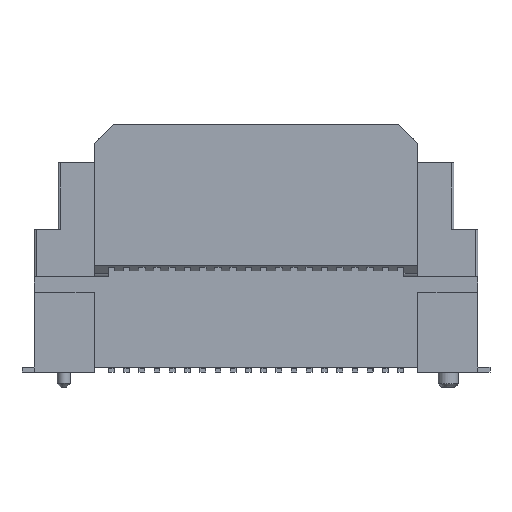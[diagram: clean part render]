
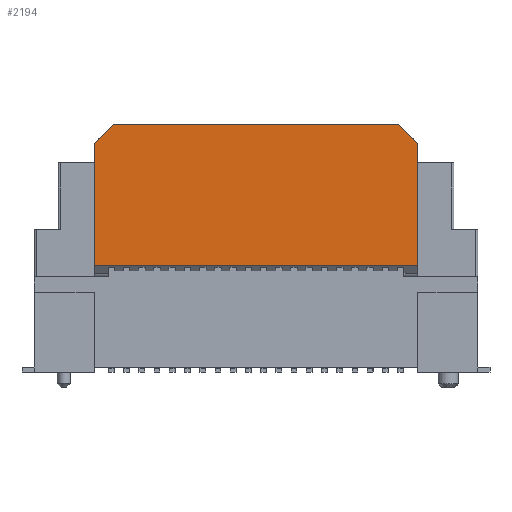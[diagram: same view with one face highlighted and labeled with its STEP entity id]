
A CAD part, front view. The second image highlights one B-rep face of the part: STEP entity #2194.
In plain terms, the highlighted planar face has unit normal (0, -1, 0).
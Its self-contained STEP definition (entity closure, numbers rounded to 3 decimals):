
#1362=CARTESIAN_POINT('',(3.15,0.1,-2.));
#1363=VERTEX_POINT('',#1362);
#1597=CARTESIAN_POINT('',(20.15,0.1,-2.));
#1598=VERTEX_POINT('',#1597);
#2036=CARTESIAN_POINT('',(3.15,0.1,-7.4));
#2037=VERTEX_POINT('',#2036);
#2044=CARTESIAN_POINT('',(3.15,0.1,-7.4));
#2045=DIRECTION('',(0.,0.,1.));
#2046=VECTOR('',#2045,5.4);
#2047=LINE('',#2044,#2046);
#2048=EDGE_CURVE('',#2037,#1363,#2047,.T.);
#2100=CARTESIAN_POINT('',(20.15,0.1,-7.4));
#2101=VERTEX_POINT('',#2100);
#2102=CARTESIAN_POINT('',(20.15,0.1,-2.));
#2103=DIRECTION('',(0.,0.,-1.));
#2104=VECTOR('',#2103,5.4);
#2105=LINE('',#2102,#2104);
#2106=EDGE_CURVE('',#1598,#2101,#2105,.T.);
#2141=CARTESIAN_POINT('',(11.65,0.1,-8.));
#2142=DIRECTION('',(1.,0.,0.));
#2143=DIRECTION('',(0.,-1.,0.));
#2144=AXIS2_PLACEMENT_3D('',#2141,#2143,#2142);
#2145=PLANE('',#2144);
#2146=ORIENTED_EDGE('',*,*,#2106,.F.);
#2147=CARTESIAN_POINT('',(20.15,0.1,-1.));
#2148=VERTEX_POINT('',#2147);
#2149=CARTESIAN_POINT('',(20.15,0.1,-2.));
#2150=DIRECTION('',(0.,0.,1.));
#2151=VECTOR('',#2150,1.);
#2152=LINE('',#2149,#2151);
#2153=EDGE_CURVE('',#1598,#2148,#2152,.T.);
#2154=ORIENTED_EDGE('',*,*,#2153,.T.);
#2155=CARTESIAN_POINT('',(19.15,0.1,0.));
#2156=VERTEX_POINT('',#2155);
#2157=CARTESIAN_POINT('',(20.15,0.1,-1.));
#2158=DIRECTION('',(-0.707,0.,0.707));
#2159=VECTOR('',#2158,1.414);
#2160=LINE('',#2157,#2159);
#2161=EDGE_CURVE('',#2148,#2156,#2160,.T.);
#2162=ORIENTED_EDGE('',*,*,#2161,.T.);
#2163=CARTESIAN_POINT('',(4.15,0.1,0.));
#2164=VERTEX_POINT('',#2163);
#2165=CARTESIAN_POINT('',(19.15,0.1,0.));
#2166=DIRECTION('',(-1.,0.,0.));
#2167=VECTOR('',#2166,15.);
#2168=LINE('',#2165,#2167);
#2169=EDGE_CURVE('',#2156,#2164,#2168,.T.);
#2170=ORIENTED_EDGE('',*,*,#2169,.T.);
#2171=CARTESIAN_POINT('',(3.15,0.1,-1.));
#2172=VERTEX_POINT('',#2171);
#2173=CARTESIAN_POINT('',(4.15,0.1,0.));
#2174=DIRECTION('',(-0.707,0.,-0.707));
#2175=VECTOR('',#2174,1.414);
#2176=LINE('',#2173,#2175);
#2177=EDGE_CURVE('',#2164,#2172,#2176,.T.);
#2178=ORIENTED_EDGE('',*,*,#2177,.T.);
#2179=CARTESIAN_POINT('',(3.15,0.1,-1.));
#2180=DIRECTION('',(0.,0.,-1.));
#2181=VECTOR('',#2180,1.);
#2182=LINE('',#2179,#2181);
#2183=EDGE_CURVE('',#2172,#1363,#2182,.T.);
#2184=ORIENTED_EDGE('',*,*,#2183,.T.);
#2185=ORIENTED_EDGE('',*,*,#2048,.F.);
#2186=CARTESIAN_POINT('',(3.15,0.1,-7.4));
#2187=DIRECTION('',(1.,0.,0.));
#2188=VECTOR('',#2187,17.);
#2189=LINE('',#2186,#2188);
#2190=EDGE_CURVE('',#2037,#2101,#2189,.T.);
#2191=ORIENTED_EDGE('',*,*,#2190,.T.);
#2192=EDGE_LOOP('',(#2146,#2154,#2162,#2170,#2178,#2184,#2185,#2191));
#2193=FACE_OUTER_BOUND('',#2192,.T.);
#2194=ADVANCED_FACE('',(#2193),#2145,.T.);
